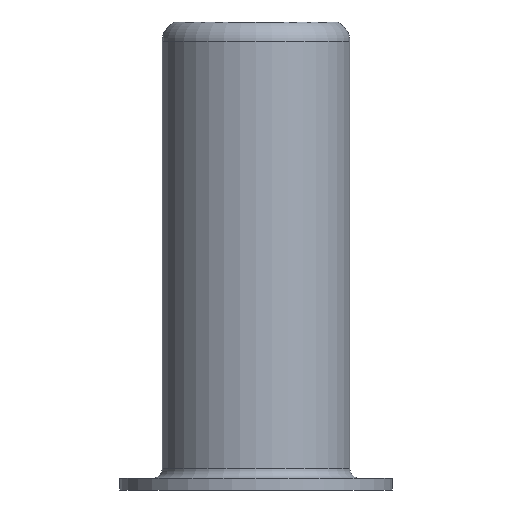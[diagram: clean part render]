
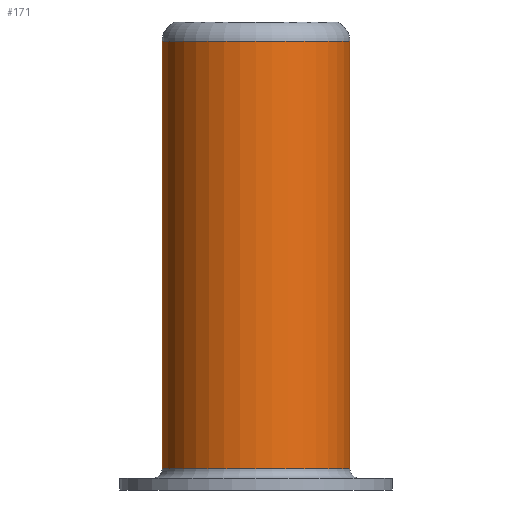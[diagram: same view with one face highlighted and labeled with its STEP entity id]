
A CAD part, front view. The second image highlights one B-rep face of the part: STEP entity #171.
In plain terms, the highlighted cylindrical face has radius 2 mm (diameter 4 mm), a full revolution.
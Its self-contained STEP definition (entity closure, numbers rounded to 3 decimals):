
#2 = FACE_OUTER_BOUND ( 'NONE', #41, .T. ) ;
#6 = EDGE_CURVE ( 'NONE', #46, #46, #71, .T. ) ;
#15 = ORIENTED_EDGE ( 'NONE', *, *, #109, .T. ) ;
#18 = VERTEX_POINT ( 'NONE', #122 ) ;
#41 = EDGE_LOOP ( 'NONE', ( #15 ) ) ;
#42 = AXIS2_PLACEMENT_3D ( 'NONE', #120, #45, #99 ) ;
#45 = DIRECTION ( 'NONE',  ( 0., 0., -1. ) ) ;
#46 = VERTEX_POINT ( 'NONE', #179 ) ;
#71 = CIRCLE ( 'NONE', #95, 2. ) ;
#76 = CYLINDRICAL_SURFACE ( 'NONE', #42, 2. ) ;
#88 = DIRECTION ( 'NONE',  ( 0., 0., 1. ) ) ;
#90 = DIRECTION ( 'NONE',  ( -1., 0., 0. ) ) ;
#92 = CIRCLE ( 'NONE', #112, 2. ) ;
#95 = AXIS2_PLACEMENT_3D ( 'NONE', #113, #132, #160 ) ;
#99 = DIRECTION ( 'NONE',  ( -1., 0., 0. ) ) ;
#109 = EDGE_CURVE ( 'NONE', #18, #18, #92, .T. ) ;
#112 = AXIS2_PLACEMENT_3D ( 'NONE', #168, #88, #90 ) ;
#113 = CARTESIAN_POINT ( 'NONE',  ( 0., 0., 9.55 ) ) ;
#120 = CARTESIAN_POINT ( 'NONE',  ( 0., 0., 10. ) ) ;
#122 = CARTESIAN_POINT ( 'NONE',  ( -2., 0., 0.45 ) ) ;
#125 = ORIENTED_EDGE ( 'NONE', *, *, #6, .T. ) ;
#132 = DIRECTION ( 'NONE',  ( 0., 0., -1. ) ) ;
#152 = FACE_OUTER_BOUND ( 'NONE', #192, .T. ) ;
#160 = DIRECTION ( 'NONE',  ( 1., 0., 0. ) ) ;
#168 = CARTESIAN_POINT ( 'NONE',  ( 0., 0., 0.45 ) ) ;
#171 = ADVANCED_FACE ( 'NONE', ( #2, #152 ), #76, .T. ) ;
#179 = CARTESIAN_POINT ( 'NONE',  ( 2., 0., 9.55 ) ) ;
#192 = EDGE_LOOP ( 'NONE', ( #125 ) ) ;
